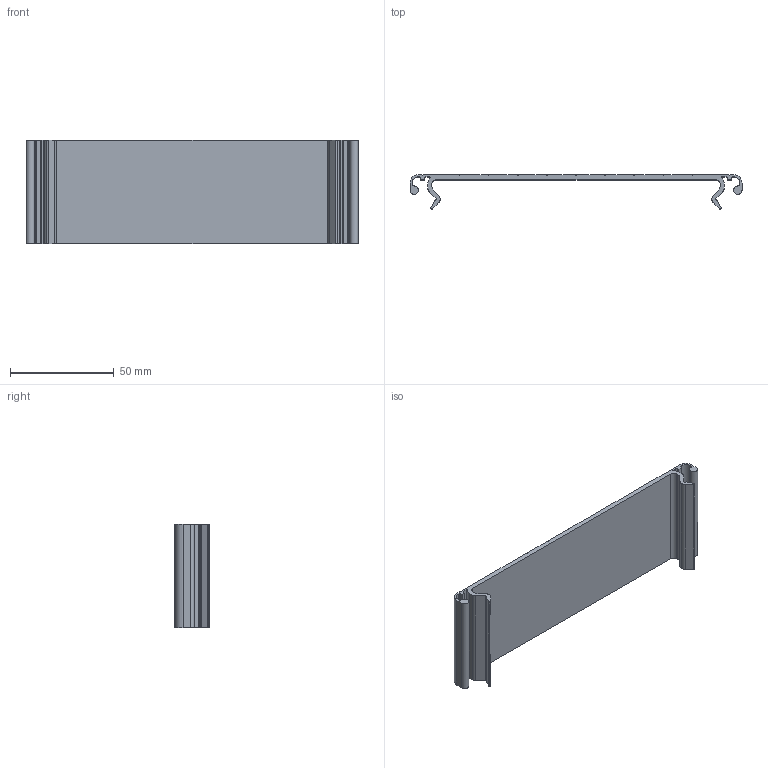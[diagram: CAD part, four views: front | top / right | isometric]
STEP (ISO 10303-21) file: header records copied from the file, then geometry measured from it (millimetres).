
FILE_DESCRIPTION (( 'STEP AP214' ), '1' );
FILE_NAME ('SAFE08E1178-Couvercle goulotte 160.STEP', '2025-01-22T14:38:30', ( '' ), ( '' ), 'SwSTEP 2.0', 'SolidWorks 2021', '' );
FILE_SCHEMA (( 'AUTOMOTIVE_DESIGN' ));
Length unit declared in the file: millimetre
Products named in the file (1): SAFE08E1178-Couvercle goulotte 160
Bounding box: 160 x 16.5 x 50 mm (x, y, z)
Volume: 23570.9 mm3; surface area: 22449 mm2
Topology: 1 solids, 1 shells, 116 faces, 342 edges, 228 vertices
Faces by surface type: plane 67, cylinder 49
Entity records: 3918 total; most frequent: CARTESIAN_POINT 687, ORIENTED_EDGE 684, DIRECTION 674, EDGE_CURVE 342, VECTOR 244, LINE 244, VERTEX_POINT 228, AXIS2_PLACEMENT_3D 215
